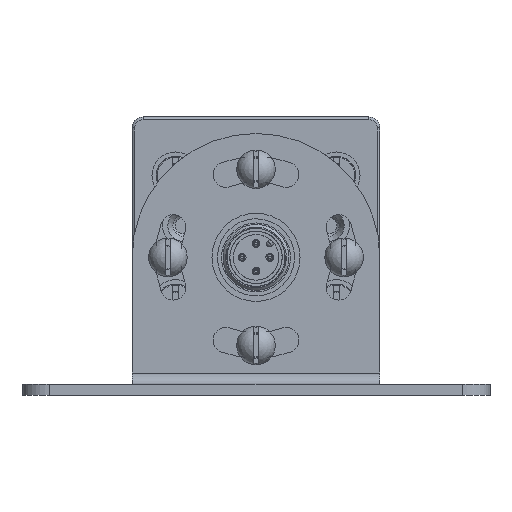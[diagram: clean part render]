
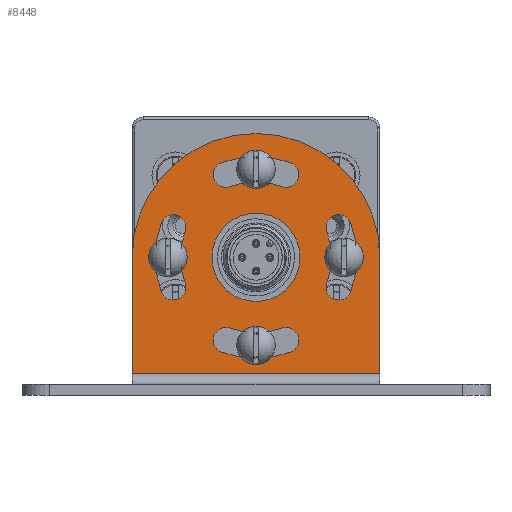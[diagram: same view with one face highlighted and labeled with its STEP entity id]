
A CAD part, front view. The second image highlights one B-rep face of the part: STEP entity #8448.
In plain terms, the highlighted planar face has unit normal (0, -1, 0).
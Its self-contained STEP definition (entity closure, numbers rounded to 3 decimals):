
#841=CIRCLE('',#9823,2.3);
#843=CIRCLE('',#9826,18.3);
#845=CIRCLE('',#9829,2.3);
#847=CIRCLE('',#9832,13.7);
#849=CIRCLE('',#9835,2.3);
#851=CIRCLE('',#9838,18.3);
#853=CIRCLE('',#9841,2.3);
#855=CIRCLE('',#9844,13.7);
#856=CIRCLE('',#9846,8.);
#859=CIRCLE('',#9850,2.3);
#861=CIRCLE('',#9853,18.3);
#863=CIRCLE('',#9856,2.3);
#865=CIRCLE('',#9859,13.7);
#867=CIRCLE('',#9862,2.3);
#869=CIRCLE('',#9865,18.3);
#871=CIRCLE('',#9868,2.3);
#873=CIRCLE('',#9871,13.7);
#874=CIRCLE('',#9873,22.5);
#2913=ORIENTED_EDGE('',*,*,#4127,.T.);
#2914=ORIENTED_EDGE('',*,*,#4128,.F.);
#2915=ORIENTED_EDGE('',*,*,#4114,.T.);
#2916=ORIENTED_EDGE('',*,*,#4111,.T.);
#2917=ORIENTED_EDGE('',*,*,#4109,.T.);
#2918=ORIENTED_EDGE('',*,*,#4106,.T.);
#2919=ORIENTED_EDGE('',*,*,#4103,.T.);
#2920=ORIENTED_EDGE('',*,*,#4100,.T.);
#2921=ORIENTED_EDGE('',*,*,#4097,.T.);
#2922=ORIENTED_EDGE('',*,*,#4094,.T.);
#2923=ORIENTED_EDGE('',*,*,#4091,.T.);
#2924=ORIENTED_EDGE('',*,*,#4088,.T.);
#2925=ORIENTED_EDGE('',*,*,#4084,.T.);
#2926=ORIENTED_EDGE('',*,*,#4083,.T.);
#2927=ORIENTED_EDGE('',*,*,#4080,.T.);
#2928=ORIENTED_EDGE('',*,*,#4077,.T.);
#2929=ORIENTED_EDGE('',*,*,#4074,.T.);
#2930=ORIENTED_EDGE('',*,*,#4071,.T.);
#2931=ORIENTED_EDGE('',*,*,#4068,.T.);
#2932=ORIENTED_EDGE('',*,*,#4065,.T.);
#2933=ORIENTED_EDGE('',*,*,#4062,.T.);
#4062=EDGE_CURVE('',#4894,#4893,#841,.F.);
#4065=EDGE_CURVE('',#4896,#4894,#843,.F.);
#4068=EDGE_CURVE('',#4898,#4896,#845,.F.);
#4071=EDGE_CURVE('',#4893,#4898,#847,.T.);
#4074=EDGE_CURVE('',#4902,#4901,#849,.F.);
#4077=EDGE_CURVE('',#4904,#4902,#851,.F.);
#4080=EDGE_CURVE('',#4906,#4904,#853,.F.);
#4083=EDGE_CURVE('',#4901,#4906,#855,.T.);
#4084=EDGE_CURVE('',#4907,#4907,#856,.T.);
#4088=EDGE_CURVE('',#4912,#4911,#859,.F.);
#4091=EDGE_CURVE('',#4914,#4912,#861,.F.);
#4094=EDGE_CURVE('',#4916,#4914,#863,.F.);
#4097=EDGE_CURVE('',#4911,#4916,#865,.T.);
#4100=EDGE_CURVE('',#4920,#4919,#867,.F.);
#4103=EDGE_CURVE('',#4922,#4920,#869,.F.);
#4106=EDGE_CURVE('',#4924,#4922,#871,.F.);
#4109=EDGE_CURVE('',#4919,#4924,#873,.T.);
#4111=EDGE_CURVE('',#4927,#4926,#874,.T.);
#4114=EDGE_CURVE('',#4929,#4927,#5570,.T.);
#4127=EDGE_CURVE('',#4926,#4940,#5579,.T.);
#4128=EDGE_CURVE('',#4929,#4940,#5580,.T.);
#4893=VERTEX_POINT('',#14741);
#4894=VERTEX_POINT('',#14743);
#4896=VERTEX_POINT('',#14749);
#4898=VERTEX_POINT('',#14755);
#4901=VERTEX_POINT('',#14765);
#4902=VERTEX_POINT('',#14767);
#4904=VERTEX_POINT('',#14773);
#4906=VERTEX_POINT('',#14779);
#4907=VERTEX_POINT('',#14786);
#4911=VERTEX_POINT('',#14794);
#4912=VERTEX_POINT('',#14796);
#4914=VERTEX_POINT('',#14802);
#4916=VERTEX_POINT('',#14808);
#4919=VERTEX_POINT('',#14818);
#4920=VERTEX_POINT('',#14820);
#4922=VERTEX_POINT('',#14826);
#4924=VERTEX_POINT('',#14832);
#4926=VERTEX_POINT('',#14840);
#4927=VERTEX_POINT('',#14842);
#4929=VERTEX_POINT('',#14848);
#4940=VERTEX_POINT('',#14872);
#5570=LINE('',#14847,#6204);
#5579=LINE('',#14873,#6213);
#5580=LINE('',#14875,#6214);
#6204=VECTOR('',#12372,1000.);
#6213=VECTOR('',#12391,1000.);
#6214=VECTOR('',#12394,1000.);
#6928=EDGE_LOOP('',(#2913,#2914,#2915,#2916));
#6929=EDGE_LOOP('',(#2917,#2918,#2919,#2920));
#6930=EDGE_LOOP('',(#2921,#2922,#2923,#2924));
#6931=EDGE_LOOP('',(#2925));
#6932=EDGE_LOOP('',(#2926,#2927,#2928,#2929));
#6933=EDGE_LOOP('',(#2930,#2931,#2932,#2933));
#7663=FACE_BOUND('',#6928,.T.);
#7664=FACE_BOUND('',#6929,.T.);
#7665=FACE_BOUND('',#6930,.T.);
#7666=FACE_BOUND('',#6931,.T.);
#7667=FACE_BOUND('',#6932,.T.);
#7668=FACE_BOUND('',#6933,.T.);
#7962=PLANE('',#9881);
#8448=ADVANCED_FACE('',(#7663,#7664,#7665,#7666,#7667,#7668),#7962,.T.);
#9823=AXIS2_PLACEMENT_3D('',#14742,#12249,#12250);
#9826=AXIS2_PLACEMENT_3D('',#14748,#12256,#12257);
#9829=AXIS2_PLACEMENT_3D('',#14754,#12263,#12264);
#9832=AXIS2_PLACEMENT_3D('',#14759,#12270,#12271);
#9835=AXIS2_PLACEMENT_3D('',#14766,#12277,#12278);
#9838=AXIS2_PLACEMENT_3D('',#14772,#12284,#12285);
#9841=AXIS2_PLACEMENT_3D('',#14778,#12291,#12292);
#9844=AXIS2_PLACEMENT_3D('',#14783,#12298,#12299);
#9846=AXIS2_PLACEMENT_3D('',#14785,#12302,#12303);
#9850=AXIS2_PLACEMENT_3D('',#14795,#12311,#12312);
#9853=AXIS2_PLACEMENT_3D('',#14801,#12318,#12319);
#9856=AXIS2_PLACEMENT_3D('',#14807,#12325,#12326);
#9859=AXIS2_PLACEMENT_3D('',#14812,#12332,#12333);
#9862=AXIS2_PLACEMENT_3D('',#14819,#12339,#12340);
#9865=AXIS2_PLACEMENT_3D('',#14825,#12346,#12347);
#9868=AXIS2_PLACEMENT_3D('',#14831,#12353,#12354);
#9871=AXIS2_PLACEMENT_3D('',#14836,#12360,#12361);
#9873=AXIS2_PLACEMENT_3D('',#14841,#12365,#12366);
#9881=AXIS2_PLACEMENT_3D('',#14874,#12392,#12393);
#12249=DIRECTION('',(0.,-1.,0.));
#12250=DIRECTION('',(0.,0.,-1.));
#12256=DIRECTION('',(0.,-1.,0.));
#12257=DIRECTION('',(0.,0.,-1.));
#12263=DIRECTION('',(0.,-1.,0.));
#12264=DIRECTION('',(0.,0.,-1.));
#12270=DIRECTION('',(0.,-1.,0.));
#12271=DIRECTION('',(0.,0.,-1.));
#12277=DIRECTION('',(0.,-1.,0.));
#12278=DIRECTION('',(0.,0.,-1.));
#12284=DIRECTION('',(0.,-1.,0.));
#12285=DIRECTION('',(0.,0.,-1.));
#12291=DIRECTION('',(0.,-1.,0.));
#12292=DIRECTION('',(0.,0.,-1.));
#12298=DIRECTION('',(0.,-1.,0.));
#12299=DIRECTION('',(0.,0.,-1.));
#12302=DIRECTION('',(0.,1.,0.));
#12303=DIRECTION('',(1.,0.,0.));
#12311=DIRECTION('',(0.,-1.,0.));
#12312=DIRECTION('',(0.,0.,-1.));
#12318=DIRECTION('',(0.,-1.,0.));
#12319=DIRECTION('',(0.,0.,-1.));
#12325=DIRECTION('',(0.,-1.,0.));
#12326=DIRECTION('',(0.,0.,-1.));
#12332=DIRECTION('',(0.,-1.,0.));
#12333=DIRECTION('',(0.,0.,-1.));
#12339=DIRECTION('',(0.,-1.,0.));
#12340=DIRECTION('',(0.,0.,-1.));
#12346=DIRECTION('',(0.,-1.,0.));
#12347=DIRECTION('',(0.,0.,-1.));
#12353=DIRECTION('',(0.,-1.,0.));
#12354=DIRECTION('',(0.,0.,-1.));
#12360=DIRECTION('',(0.,-1.,0.));
#12361=DIRECTION('',(0.,0.,-1.));
#12365=DIRECTION('',(0.,-1.,0.));
#12366=DIRECTION('',(0.,0.,-1.));
#12372=DIRECTION('',(0.,0.,1.));
#12391=DIRECTION('',(0.,0.,-1.));
#12392=DIRECTION('',(0.,-1.,0.));
#12393=DIRECTION('',(0.,0.,-1.));
#12394=DIRECTION('',(-1.,0.,0.));
#14741=CARTESIAN_POINT('',(12.882,0.,20.337));
#14742=CARTESIAN_POINT('',(15.045,0.,19.554));
#14743=CARTESIAN_POINT('',(17.207,0.,18.771));
#14748=CARTESIAN_POINT('',(0.,0.,25.));
#14749=CARTESIAN_POINT('',(17.207,0.,31.229));
#14754=CARTESIAN_POINT('',(15.045,0.,30.446));
#14755=CARTESIAN_POINT('',(12.882,0.,29.663));
#14759=CARTESIAN_POINT('',(0.,0.,25.));
#14765=CARTESIAN_POINT('',(-12.882,0.,29.663));
#14766=CARTESIAN_POINT('',(-15.045,0.,30.446));
#14767=CARTESIAN_POINT('',(-17.207,0.,31.229));
#14772=CARTESIAN_POINT('',(0.,0.,25.));
#14773=CARTESIAN_POINT('',(-17.207,0.,18.771));
#14778=CARTESIAN_POINT('',(-15.045,0.,19.554));
#14779=CARTESIAN_POINT('',(-12.882,0.,20.337));
#14783=CARTESIAN_POINT('',(0.,0.,25.));
#14785=CARTESIAN_POINT('',(0.,0.,25.));
#14786=CARTESIAN_POINT('',(8.,0.,25.));
#14794=CARTESIAN_POINT('',(4.686,0.,37.874));
#14795=CARTESIAN_POINT('',(5.472,0.,40.035));
#14796=CARTESIAN_POINT('',(6.259,0.,42.196));
#14801=CARTESIAN_POINT('',(0.,0.,25.));
#14802=CARTESIAN_POINT('',(-6.259,0.,42.196));
#14807=CARTESIAN_POINT('',(-5.472,0.,40.035));
#14808=CARTESIAN_POINT('',(-4.686,0.,37.874));
#14812=CARTESIAN_POINT('',(0.,0.,25.));
#14818=CARTESIAN_POINT('',(-4.686,0.,12.126));
#14819=CARTESIAN_POINT('',(-5.472,0.,9.965));
#14820=CARTESIAN_POINT('',(-6.259,0.,7.804));
#14825=CARTESIAN_POINT('',(0.,0.,25.));
#14826=CARTESIAN_POINT('',(6.259,0.,7.804));
#14831=CARTESIAN_POINT('',(5.472,0.,9.965));
#14832=CARTESIAN_POINT('',(4.686,0.,12.126));
#14836=CARTESIAN_POINT('',(0.,0.,25.));
#14840=CARTESIAN_POINT('',(-22.5,0.,25.));
#14841=CARTESIAN_POINT('',(0.,0.,25.));
#14842=CARTESIAN_POINT('',(22.5,0.,25.));
#14847=CARTESIAN_POINT('',(22.5,0.,0.));
#14848=CARTESIAN_POINT('',(22.5,0.,4.));
#14872=CARTESIAN_POINT('',(-22.5,0.,4.));
#14873=CARTESIAN_POINT('',(-22.5,0.,0.));
#14874=CARTESIAN_POINT('',(0.,0.,0.));
#14875=CARTESIAN_POINT('',(22.5,0.,4.));
